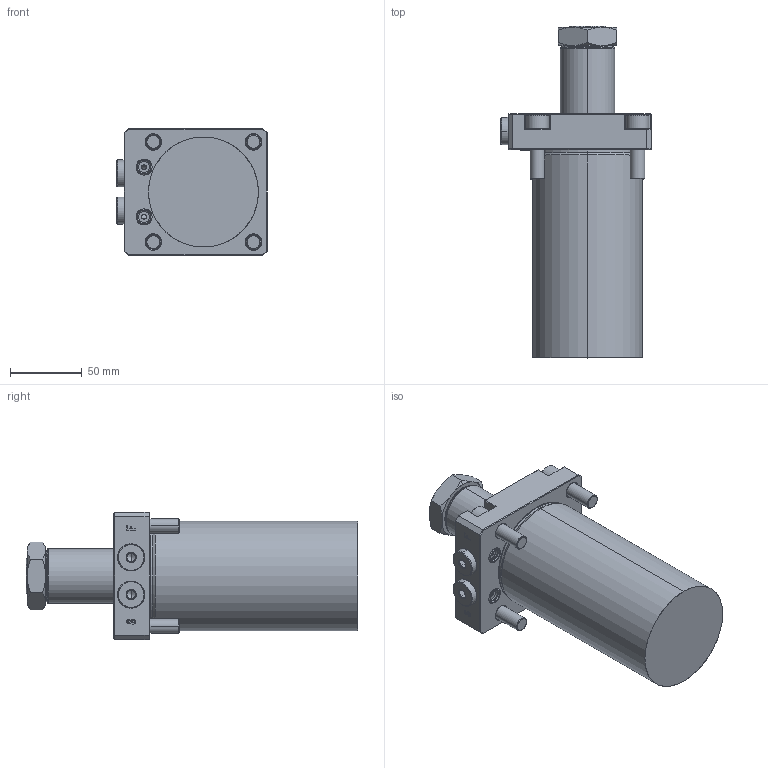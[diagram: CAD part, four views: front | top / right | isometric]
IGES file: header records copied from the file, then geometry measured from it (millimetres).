
Start section: SolidWorks IGES file using analytic representation for surfaces
Global section: file name: MVI-FS553890-90D.igs; native system: SolidWorks 2020; preprocessor: SolidWorks 2020; author: Movai; date: 231102.160307; units: millimetre
Bounding box: 105 x 231.95 x 89 mm (x, y, z)
Surface area: 111545.1 mm2 (no closed solid volume)
Topology: 0 solids, 0 shells, 474 faces, 6478 edges, 6470 vertices
Faces by surface type: bspline 270, revolution 204
